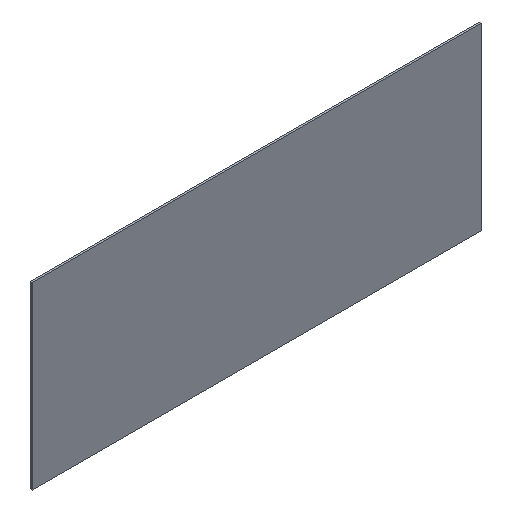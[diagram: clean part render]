
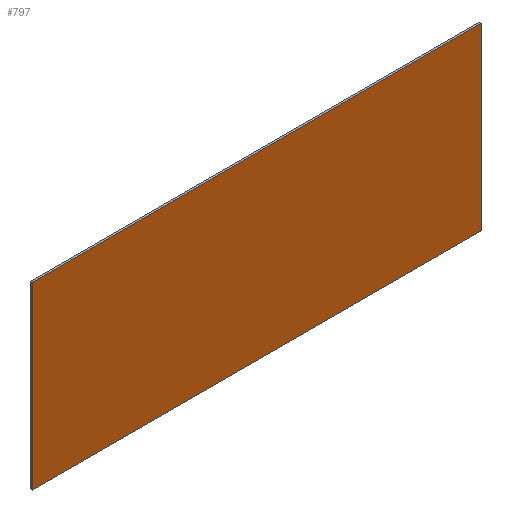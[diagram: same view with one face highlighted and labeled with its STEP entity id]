
A CAD part, isometric view. The second image highlights one B-rep face of the part: STEP entity #797.
In plain terms, the highlighted planar face has unit normal (0, -1, 0).
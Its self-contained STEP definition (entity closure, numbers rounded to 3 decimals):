
#10 = LINE ( 'NONE', #378, #28 ) ;
#28 = VECTOR ( 'NONE', #713, 1000. ) ;
#124 = LINE ( 'NONE', #894, #758 ) ;
#125 = CARTESIAN_POINT ( 'NONE',  ( 25.001, -0.1, 0. ) ) ;
#161 = ORIENTED_EDGE ( 'NONE', *, *, #860, .F. ) ;
#191 = DIRECTION ( 'NONE',  ( 0., 0., 1. ) ) ;
#234 = LINE ( 'NONE', #804, #799 ) ;
#240 = CARTESIAN_POINT ( 'NONE',  ( 25.001, -0.1, 10.001 ) ) ;
#249 = LINE ( 'NONE', #125, #408 ) ;
#278 = DIRECTION ( 'NONE',  ( 1., 0., 0. ) ) ;
#378 = CARTESIAN_POINT ( 'NONE',  ( 0., -0.1, 0. ) ) ;
#385 = VERTEX_POINT ( 'NONE', #240 ) ;
#408 = VECTOR ( 'NONE', #635, 1000. ) ;
#429 = ORIENTED_EDGE ( 'NONE', *, *, #890, .F. ) ;
#470 = ORIENTED_EDGE ( 'NONE', *, *, #731, .F. ) ;
#488 = DIRECTION ( 'NONE',  ( 0., 1., 0. ) ) ;
#507 = VERTEX_POINT ( 'NONE', #1045 ) ;
#509 = CARTESIAN_POINT ( 'NONE',  ( 0., -0.1, 10.001 ) ) ;
#519 = EDGE_CURVE ( 'NONE', #385, #788, #249, .T. ) ;
#559 = ORIENTED_EDGE ( 'NONE', *, *, #519, .F. ) ;
#575 = CARTESIAN_POINT ( 'NONE',  ( 0., -0.1, 0. ) ) ;
#635 = DIRECTION ( 'NONE',  ( 0., 0., -1. ) ) ;
#690 = CARTESIAN_POINT ( 'NONE',  ( 25.001, -0.1, 0. ) ) ;
#713 = DIRECTION ( 'NONE',  ( -1., 0., 0. ) ) ;
#731 = EDGE_CURVE ( 'NONE', #993, #385, #124, .T. ) ;
#758 = VECTOR ( 'NONE', #278, 1000. ) ;
#780 = FACE_OUTER_BOUND ( 'NONE', #1116, .T. ) ;
#788 = VERTEX_POINT ( 'NONE', #690 ) ;
#797 = ADVANCED_FACE ( 'NONE', ( #780 ), #1002, .F. ) ;
#799 = VECTOR ( 'NONE', #191, 1000. ) ;
#804 = CARTESIAN_POINT ( 'NONE',  ( 0., -0.1, 0. ) ) ;
#860 = EDGE_CURVE ( 'NONE', #788, #507, #10, .T. ) ;
#890 = EDGE_CURVE ( 'NONE', #507, #993, #234, .T. ) ;
#894 = CARTESIAN_POINT ( 'NONE',  ( 0., -0.1, 10.001 ) ) ;
#993 = VERTEX_POINT ( 'NONE', #509 ) ;
#1002 = PLANE ( 'NONE',  #1302 ) ;
#1045 = CARTESIAN_POINT ( 'NONE',  ( 0., -0.1, 0. ) ) ;
#1116 = EDGE_LOOP ( 'NONE', ( #429, #161, #559, #470 ) ) ;
#1193 = DIRECTION ( 'NONE',  ( 0., 0., 1. ) ) ;
#1302 = AXIS2_PLACEMENT_3D ( 'NONE', #575, #488, #1193 ) ;
